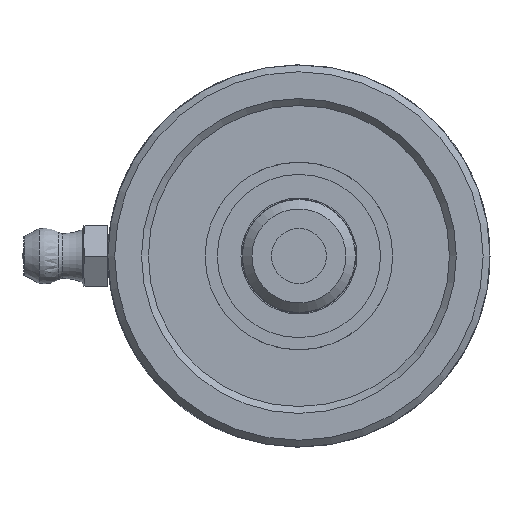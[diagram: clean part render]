
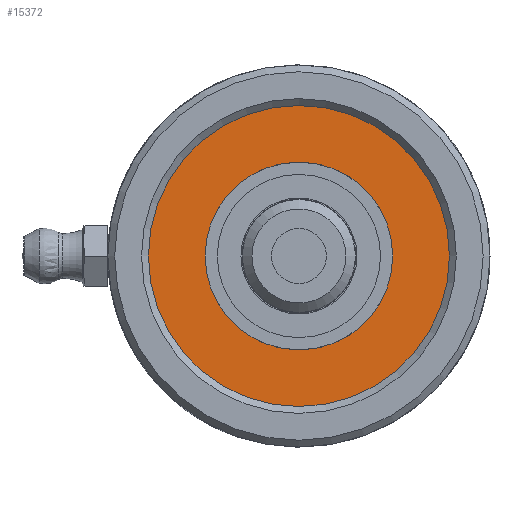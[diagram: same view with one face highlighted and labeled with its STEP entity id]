
A CAD part, left-side view. The second image highlights one B-rep face of the part: STEP entity #15372.
In plain terms, the highlighted planar face has unit normal (-1, 0, 0).
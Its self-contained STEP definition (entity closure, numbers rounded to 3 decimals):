
#382=PLANE('',#16361);
#869=FACE_BOUND('',#2570,.T.);
#1628=FACE_OUTER_BOUND('',#2569,.T.);
#2569=EDGE_LOOP('',(#13798));
#2570=EDGE_LOOP('',(#13799));
#3862=CIRCLE('',#16362,17.525);
#3863=CIRCLE('',#16363,9.575);
#7336=VERTEX_POINT('',#64017);
#7337=VERTEX_POINT('',#64019);
#9520=EDGE_CURVE('',#7336,#7336,#3862,.T.);
#9521=EDGE_CURVE('',#7337,#7337,#3863,.T.);
#13798=ORIENTED_EDGE('',*,*,#9520,.F.);
#13799=ORIENTED_EDGE('',*,*,#9521,.F.);
#15372=ADVANCED_FACE('',(#1628,#869),#382,.F.);
#16361=AXIS2_PLACEMENT_3D('',#64016,#19184,#19185);
#16362=AXIS2_PLACEMENT_3D('',#64018,#19186,#19187);
#16363=AXIS2_PLACEMENT_3D('',#64020,#19188,#19189);
#19184=DIRECTION('center_axis',(1.,0.,0.));
#19185=DIRECTION('ref_axis',(0.,0.,-1.));
#19186=DIRECTION('center_axis',(1.,0.,0.));
#19187=DIRECTION('ref_axis',(0.,1.,0.));
#19188=DIRECTION('center_axis',(-1.,0.,0.));
#19189=DIRECTION('ref_axis',(0.,1.,0.));
#64016=CARTESIAN_POINT('Origin',(2.49,-1.357,0.));
#64017=CARTESIAN_POINT('',(2.49,-17.525,0.));
#64018=CARTESIAN_POINT('Origin',(2.49,0.,0.));
#64019=CARTESIAN_POINT('',(2.49,-9.575,0.));
#64020=CARTESIAN_POINT('Origin',(2.49,0.,0.));
